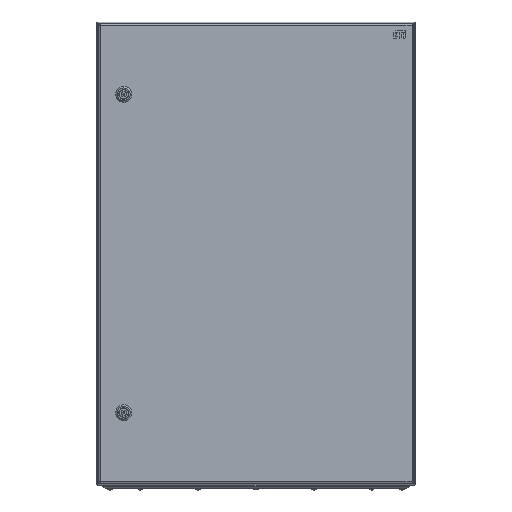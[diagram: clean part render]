
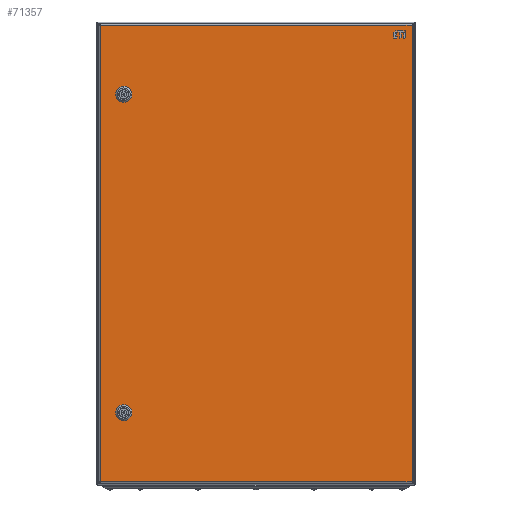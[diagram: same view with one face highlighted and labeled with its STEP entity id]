
A CAD part, front view. The second image highlights one B-rep face of the part: STEP entity #71357.
In plain terms, the highlighted face is planar.
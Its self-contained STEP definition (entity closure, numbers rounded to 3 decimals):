
#70438=DIRECTION('',(0.,-1.,0.));
#70439=VECTOR('',#70438,538.4);
#70440=CARTESIAN_POINT('',(394.5,269.2,0.));
#70441=LINE('',#70440,#70439);
#70452=DIRECTION('',(1.,0.,0.));
#70453=VECTOR('',#70452,10.111);
#70454=CARTESIAN_POINT('',(-280.056,-218.65,0.));
#70455=LINE('',#70454,#70453);
#70459=CARTESIAN_POINT('',(-275.,-228.7,0.));
#70460=DIRECTION('',(0.,0.,-1.));
#70461=DIRECTION('',(0.449,0.893,0.));
#70462=AXIS2_PLACEMENT_3D('',#70459,#70460,#70461);
#70467=DIRECTION('',(0.,-1.,0.));
#70468=VECTOR('',#70467,10.111);
#70469=CARTESIAN_POINT('',(-264.95,-223.644,0.));
#70470=LINE('',#70469,#70468);
#70474=CARTESIAN_POINT('',(-275.,-228.7,0.));
#70475=DIRECTION('',(0.,0.,-1.));
#70476=DIRECTION('',(0.893,-0.449,0.));
#70477=AXIS2_PLACEMENT_3D('',#70474,#70475,#70476);
#70482=DIRECTION('',(-1.,0.,0.));
#70483=VECTOR('',#70482,10.111);
#70484=CARTESIAN_POINT('',(-269.944,-238.75,0.));
#70485=LINE('',#70484,#70483);
#70489=CARTESIAN_POINT('',(-275.,-228.7,0.));
#70490=DIRECTION('',(0.,0.,-1.));
#70491=DIRECTION('',(-0.449,-0.893,0.));
#70492=AXIS2_PLACEMENT_3D('',#70489,#70490,#70491);
#70497=DIRECTION('',(0.,1.,0.));
#70498=VECTOR('',#70497,10.111);
#70499=CARTESIAN_POINT('',(-285.05,-233.756,0.));
#70500=LINE('',#70499,#70498);
#70504=CARTESIAN_POINT('',(-275.,-228.7,0.));
#70505=DIRECTION('',(0.,0.,-1.));
#70506=DIRECTION('',(-0.893,0.449,0.));
#70507=AXIS2_PLACEMENT_3D('',#70504,#70505,#70506);
#70512=DIRECTION('',(1.,0.,0.));
#70513=VECTOR('',#70512,10.111);
#70514=CARTESIAN_POINT('',(269.944,-218.65,0.));
#70515=LINE('',#70514,#70513);
#70519=CARTESIAN_POINT('',(275.,-228.7,0.));
#70520=DIRECTION('',(0.,0.,-1.));
#70521=DIRECTION('',(0.449,0.893,0.));
#70522=AXIS2_PLACEMENT_3D('',#70519,#70520,#70521);
#70527=DIRECTION('',(0.,-1.,0.));
#70528=VECTOR('',#70527,10.111);
#70529=CARTESIAN_POINT('',(285.05,-223.644,0.));
#70530=LINE('',#70529,#70528);
#70534=CARTESIAN_POINT('',(275.,-228.7,0.));
#70535=DIRECTION('',(0.,0.,-1.));
#70536=DIRECTION('',(0.893,-0.449,0.));
#70537=AXIS2_PLACEMENT_3D('',#70534,#70535,#70536);
#70542=DIRECTION('',(-1.,0.,0.));
#70543=VECTOR('',#70542,10.111);
#70544=CARTESIAN_POINT('',(280.056,-238.75,0.));
#70545=LINE('',#70544,#70543);
#70549=CARTESIAN_POINT('',(275.,-228.7,0.));
#70550=DIRECTION('',(0.,0.,-1.));
#70551=DIRECTION('',(-0.449,-0.893,0.));
#70552=AXIS2_PLACEMENT_3D('',#70549,#70550,#70551);
#70557=DIRECTION('',(0.,1.,0.));
#70558=VECTOR('',#70557,10.111);
#70559=CARTESIAN_POINT('',(264.95,-233.756,0.));
#70560=LINE('',#70559,#70558);
#70564=CARTESIAN_POINT('',(275.,-228.7,0.));
#70565=DIRECTION('',(0.,0.,-1.));
#70566=DIRECTION('',(-0.893,0.449,0.));
#70567=AXIS2_PLACEMENT_3D('',#70564,#70565,#70566);
#70579=DIRECTION('',(1.,0.,0.));
#70580=VECTOR('',#70579,789.);
#70581=CARTESIAN_POINT('',(-394.5,269.2,0.));
#70582=LINE('',#70581,#70580);
#70617=DIRECTION('',(0.,1.,0.));
#70618=VECTOR('',#70617,538.4);
#70619=CARTESIAN_POINT('',(-394.5,-269.2,0.));
#70620=LINE('',#70619,#70618);
#70648=DIRECTION('',(-1.,0.,0.));
#70649=VECTOR('',#70648,789.);
#70650=CARTESIAN_POINT('',(394.5,-269.2,0.));
#70651=LINE('',#70650,#70649);
#71066=CARTESIAN_POINT('',(394.5,269.2,0.));
#71067=CARTESIAN_POINT('',(394.5,-269.2,0.));
#71068=VERTEX_POINT('',#71066);
#71069=VERTEX_POINT('',#71067);
#71070=CARTESIAN_POINT('',(-394.5,269.2,0.));
#71071=VERTEX_POINT('',#71070);
#71072=CARTESIAN_POINT('',(-394.5,-269.2,0.));
#71073=VERTEX_POINT('',#71072);
#71074=CARTESIAN_POINT('',(-280.056,-218.65,0.));
#71075=CARTESIAN_POINT('',(-269.944,-218.65,0.));
#71076=VERTEX_POINT('',#71074);
#71077=VERTEX_POINT('',#71075);
#71078=CARTESIAN_POINT('',(-264.95,-223.644,0.));
#71079=VERTEX_POINT('',#71078);
#71080=CARTESIAN_POINT('',(-264.95,-233.756,0.));
#71081=VERTEX_POINT('',#71080);
#71082=CARTESIAN_POINT('',(-269.944,-238.75,0.));
#71083=VERTEX_POINT('',#71082);
#71084=CARTESIAN_POINT('',(-280.056,-238.75,0.));
#71085=VERTEX_POINT('',#71084);
#71086=CARTESIAN_POINT('',(-285.05,-233.756,0.));
#71087=VERTEX_POINT('',#71086);
#71088=CARTESIAN_POINT('',(-285.05,-223.644,0.));
#71089=VERTEX_POINT('',#71088);
#71090=CARTESIAN_POINT('',(269.944,-218.65,0.));
#71091=CARTESIAN_POINT('',(280.056,-218.65,0.));
#71092=VERTEX_POINT('',#71090);
#71093=VERTEX_POINT('',#71091);
#71094=CARTESIAN_POINT('',(285.05,-223.644,0.));
#71095=VERTEX_POINT('',#71094);
#71096=CARTESIAN_POINT('',(285.05,-233.756,0.));
#71097=VERTEX_POINT('',#71096);
#71098=CARTESIAN_POINT('',(280.056,-238.75,0.));
#71099=VERTEX_POINT('',#71098);
#71100=CARTESIAN_POINT('',(269.944,-238.75,0.));
#71101=VERTEX_POINT('',#71100);
#71102=CARTESIAN_POINT('',(264.95,-233.756,0.));
#71103=VERTEX_POINT('',#71102);
#71104=CARTESIAN_POINT('',(264.95,-223.644,0.));
#71105=VERTEX_POINT('',#71104);
#71307=CARTESIAN_POINT('',(0.,0.,0.));
#71308=DIRECTION('',(0.,0.,1.));
#71309=DIRECTION('',(1.,0.,0.));
#71310=AXIS2_PLACEMENT_3D('',#71307,#71308,#71309);
#71311=PLANE('',#71310);
#71313=ORIENTED_EDGE('',*,*,#71312,.F.);
#71315=ORIENTED_EDGE('',*,*,#71314,.F.);
#71317=ORIENTED_EDGE('',*,*,#71316,.F.);
#71318=ORIENTED_EDGE('',*,*,#71297,.F.);
#71319=EDGE_LOOP('',(#71313,#71315,#71317,#71318));
#71320=FACE_OUTER_BOUND('',#71319,.F.);
#71322=ORIENTED_EDGE('',*,*,#71321,.T.);
#71324=ORIENTED_EDGE('',*,*,#71323,.T.);
#71326=ORIENTED_EDGE('',*,*,#71325,.T.);
#71328=ORIENTED_EDGE('',*,*,#71327,.T.);
#71330=ORIENTED_EDGE('',*,*,#71329,.T.);
#71332=ORIENTED_EDGE('',*,*,#71331,.T.);
#71334=ORIENTED_EDGE('',*,*,#71333,.T.);
#71336=ORIENTED_EDGE('',*,*,#71335,.T.);
#71337=EDGE_LOOP('',(#71322,#71324,#71326,#71328,#71330,#71332,#71334,#71336));
#71338=FACE_BOUND('',#71337,.F.);
#71340=ORIENTED_EDGE('',*,*,#71339,.T.);
#71342=ORIENTED_EDGE('',*,*,#71341,.T.);
#71344=ORIENTED_EDGE('',*,*,#71343,.T.);
#71346=ORIENTED_EDGE('',*,*,#71345,.T.);
#71348=ORIENTED_EDGE('',*,*,#71347,.T.);
#71350=ORIENTED_EDGE('',*,*,#71349,.T.);
#71352=ORIENTED_EDGE('',*,*,#71351,.T.);
#71354=ORIENTED_EDGE('',*,*,#71353,.T.);
#71355=EDGE_LOOP('',(#71340,#71342,#71344,#71346,#71348,#71350,#71352,#71354));
#71356=FACE_BOUND('',#71355,.F.);
#70463=CIRCLE('',#70462,11.25);
#70478=CIRCLE('',#70477,11.25);
#70493=CIRCLE('',#70492,11.25);
#70508=CIRCLE('',#70507,11.25);
#70523=CIRCLE('',#70522,11.25);
#70538=CIRCLE('',#70537,11.25);
#70553=CIRCLE('',#70552,11.25);
#70568=CIRCLE('',#70567,11.25);
#71297=EDGE_CURVE('',#71068,#71069,#70441,.T.);
#71312=EDGE_CURVE('',#71071,#71068,#70582,.T.);
#71314=EDGE_CURVE('',#71073,#71071,#70620,.T.);
#71316=EDGE_CURVE('',#71069,#71073,#70651,.T.);
#71321=EDGE_CURVE('',#71076,#71077,#70455,.T.);
#71323=EDGE_CURVE('',#71077,#71079,#70463,.T.);
#71325=EDGE_CURVE('',#71079,#71081,#70470,.T.);
#71327=EDGE_CURVE('',#71081,#71083,#70478,.T.);
#71329=EDGE_CURVE('',#71083,#71085,#70485,.T.);
#71331=EDGE_CURVE('',#71085,#71087,#70493,.T.);
#71333=EDGE_CURVE('',#71087,#71089,#70500,.T.);
#71335=EDGE_CURVE('',#71089,#71076,#70508,.T.);
#71339=EDGE_CURVE('',#71092,#71093,#70515,.T.);
#71341=EDGE_CURVE('',#71093,#71095,#70523,.T.);
#71343=EDGE_CURVE('',#71095,#71097,#70530,.T.);
#71345=EDGE_CURVE('',#71097,#71099,#70538,.T.);
#71347=EDGE_CURVE('',#71099,#71101,#70545,.T.);
#71349=EDGE_CURVE('',#71101,#71103,#70553,.T.);
#71351=EDGE_CURVE('',#71103,#71105,#70560,.T.);
#71353=EDGE_CURVE('',#71105,#71092,#70568,.T.);
#71357=ADVANCED_FACE('',(#71320,#71338,#71356),#71311,.F.);
